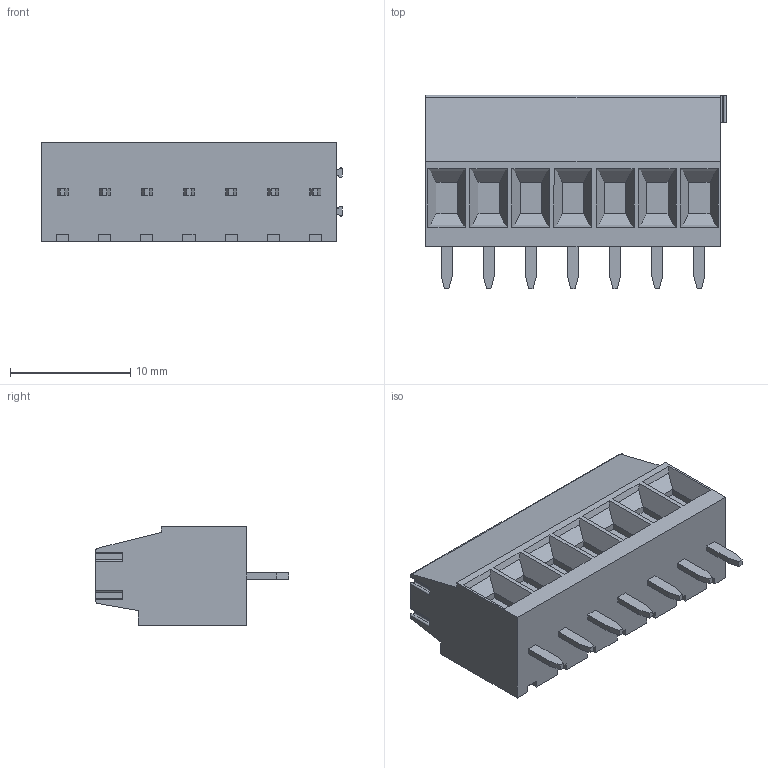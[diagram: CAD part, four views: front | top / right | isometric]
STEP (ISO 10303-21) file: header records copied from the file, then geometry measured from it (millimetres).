
FILE_DESCRIPTION(('STEP AP214'),'1');
FILE_NAME('MVS137-3,5-V.stp','2018-07-13T07:31:16',(' '),(' '),'Spatial InterOp 3D',' ',' ');
FILE_SCHEMA(('automotive_design'));
Length unit declared in the file: metre
Products named in the file (1): 1
Bounding box: 25 x 16.1 x 8.2 mm (x, y, z)
Volume: 2010.2 mm3; surface area: 1749.3 mm2
Topology: 1 solids, 1 shells, 452 faces, 1266 edges, 830 vertices
Faces by surface type: plane 371, cylinder 67, cone 7, torus 7
Full cylindrical faces by diameter (mm): 2 x7, 2.1 x7, 2.8 x7, 3 x7
Entity records: 17954 total; most frequent: CARTESIAN_POINT 2774, ORIENTED_EDGE 2406, DIRECTION 2306, EDGE_CURVE 1203, LINE 918, VECTOR 918, VERTEX_POINT 809, AXIS2_PLACEMENT_3D 694
